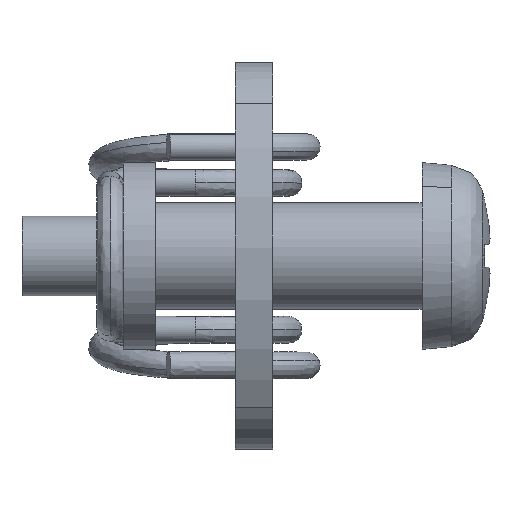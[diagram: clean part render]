
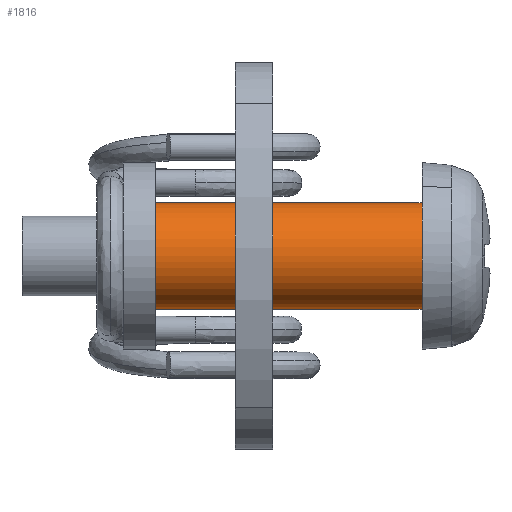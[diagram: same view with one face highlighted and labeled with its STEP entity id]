
A CAD part, top view. The second image highlights one B-rep face of the part: STEP entity #1816.
In plain terms, the highlighted free-form (B-spline) face has degree [2, 1] with [5, 2] control points.
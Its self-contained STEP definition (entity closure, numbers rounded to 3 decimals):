
#1506=CARTESIAN_POINT('',(-10.,-1.996,-0.122));
#1507=VERTEX_POINT('',#1506);
#1521=CARTESIAN_POINT('',(-10.,0.0,2.0));
#1522=VERTEX_POINT('',#1521);
#1523=CARTESIAN_POINT('',(-10.,-1.996,-0.122));
#1524=CARTESIAN_POINT('',(-10.,-2.,-0.061));
#1525=CARTESIAN_POINT('',(-10.,-2.0,0.0));
#1526=CARTESIAN_POINT('',(-10.,-2.,2.));
#1527=CARTESIAN_POINT('',(-10.,0.0,2.0));
#1535=(BOUNDED_CURVE()B_SPLINE_CURVE(2,(#1523,#1524,#1525,#1526,#1527),.UNSPECIFIED.,.F.,.U.)B_SPLINE_CURVE_WITH_KNOTS((3,2,3),(0.739,0.75,1.0),.UNSPECIFIED.)CURVE()GEOMETRIC_REPRESENTATION_ITEM()RATIONAL_B_SPLINE_CURVE((0.976,0.988,1.0,0.707,1.0))REPRESENTATION_ITEM(''));
#1536=EDGE_CURVE('',#1507,#1522,#1535,.T.);
#1538=CARTESIAN_POINT('',(-10.,1.996,0.122));
#1539=VERTEX_POINT('',#1538);
#1540=CARTESIAN_POINT('',(-10.,0.0,2.0));
#1541=CARTESIAN_POINT('',(-10.,1.881,2.));
#1542=CARTESIAN_POINT('',(-10.,1.996,0.122));
#1550=(BOUNDED_CURVE()B_SPLINE_CURVE(2,(#1540,#1541,#1542),.UNSPECIFIED.,.F.,.U.)B_SPLINE_CURVE_WITH_KNOTS((3,3),(0.0,0.239),.UNSPECIFIED.)CURVE()GEOMETRIC_REPRESENTATION_ITEM()RATIONAL_B_SPLINE_CURVE((1.0,0.72,0.976))REPRESENTATION_ITEM(''));
#1551=EDGE_CURVE('',#1522,#1539,#1550,.T.);
#1714=CARTESIAN_POINT('',(0.,1.996,0.122));
#1715=VERTEX_POINT('',#1714);
#1716=CARTESIAN_POINT('',(0.,1.996,0.122));
#1717=CARTESIAN_POINT('',(-10.,1.996,0.122));
#1718=QUASI_UNIFORM_CURVE('',1,(#1716,#1717),.UNSPECIFIED.,.F.,.U.);
#1719=EDGE_CURVE('',#1715,#1539,#1718,.T.);
#1738=CARTESIAN_POINT('',(0.,-1.996,-0.122));
#1739=VERTEX_POINT('',#1738);
#1753=CARTESIAN_POINT('',(0.,-1.996,-0.122));
#1754=CARTESIAN_POINT('',(-10.,-1.996,-0.122));
#1755=QUASI_UNIFORM_CURVE('',1,(#1753,#1754),.UNSPECIFIED.,.F.,.U.);
#1756=EDGE_CURVE('',#1739,#1507,#1755,.T.);
#1762=CARTESIAN_POINT('',(0.25,-1.996,-0.122));
#1763=CARTESIAN_POINT('',(0.25,-2.118,1.874));
#1764=CARTESIAN_POINT('',(0.25,-0.122,1.996));
#1765=CARTESIAN_POINT('',(0.25,1.874,2.118));
#1766=CARTESIAN_POINT('',(0.25,1.996,0.122));
#1767=CARTESIAN_POINT('',(-10.256,-1.996,-0.122));
#1768=CARTESIAN_POINT('',(-10.256,-2.118,1.874));
#1769=CARTESIAN_POINT('',(-10.256,-0.122,1.996));
#1770=CARTESIAN_POINT('',(-10.256,1.874,2.118));
#1771=CARTESIAN_POINT('',(-10.256,1.996,0.122));
#1779=(BOUNDED_SURFACE()B_SPLINE_SURFACE(2,1,((#1762,#1767),(#1763,#1768),(#1764,#1769),(#1765,#1770),(#1766,#1771)),.UNSPECIFIED.,.F.,.F.,.U.)B_SPLINE_SURFACE_WITH_KNOTS((3,2,3),(2,2),(0.0,3.314,6.627),(0.0,10.506),.UNSPECIFIED.)GEOMETRIC_REPRESENTATION_ITEM()RATIONAL_B_SPLINE_SURFACE(((1.0,1.0),(0.707,0.707),(1.0,1.0),(0.707,0.707),(1.0,1.0)))REPRESENTATION_ITEM('')SURFACE());
#1780=ORIENTED_EDGE('',*,*,#1551,.F.);
#1781=ORIENTED_EDGE('',*,*,#1536,.F.);
#1782=ORIENTED_EDGE('',*,*,#1756,.F.);
#1783=CARTESIAN_POINT('',(0.,0.0,2.0));
#1784=VERTEX_POINT('',#1783);
#1785=CARTESIAN_POINT('',(0.,-1.996,-0.122));
#1786=CARTESIAN_POINT('',(0.,-2.,-0.061));
#1787=CARTESIAN_POINT('',(0.,-2.0,0.0));
#1788=CARTESIAN_POINT('',(0.,-2.,2.));
#1789=CARTESIAN_POINT('',(0.,0.0,2.0));
#1797=(BOUNDED_CURVE()B_SPLINE_CURVE(2,(#1785,#1786,#1787,#1788,#1789),.UNSPECIFIED.,.F.,.U.)B_SPLINE_CURVE_WITH_KNOTS((3,2,3),(0.739,0.75,1.0),.UNSPECIFIED.)CURVE()GEOMETRIC_REPRESENTATION_ITEM()RATIONAL_B_SPLINE_CURVE((0.976,0.988,1.0,0.707,1.0))REPRESENTATION_ITEM(''));
#1798=EDGE_CURVE('',#1739,#1784,#1797,.T.);
#1799=ORIENTED_EDGE('',*,*,#1798,.T.);
#1800=CARTESIAN_POINT('',(0.,0.0,2.0));
#1801=CARTESIAN_POINT('',(0.,1.881,2.));
#1802=CARTESIAN_POINT('',(0.,1.996,0.122));
#1810=(BOUNDED_CURVE()B_SPLINE_CURVE(2,(#1800,#1801,#1802),.UNSPECIFIED.,.F.,.U.)B_SPLINE_CURVE_WITH_KNOTS((3,3),(0.0,0.239),.UNSPECIFIED.)CURVE()GEOMETRIC_REPRESENTATION_ITEM()RATIONAL_B_SPLINE_CURVE((1.0,0.72,0.976))REPRESENTATION_ITEM(''));
#1811=EDGE_CURVE('',#1784,#1715,#1810,.T.);
#1812=ORIENTED_EDGE('',*,*,#1811,.T.);
#1813=ORIENTED_EDGE('',*,*,#1719,.T.);
#1814=EDGE_LOOP('',(#1780,#1781,#1782,#1799,#1812,#1813));
#1815=FACE_OUTER_BOUND('',#1814,.T.);
#1816=ADVANCED_FACE('',(#1815),#1779,.T.);
